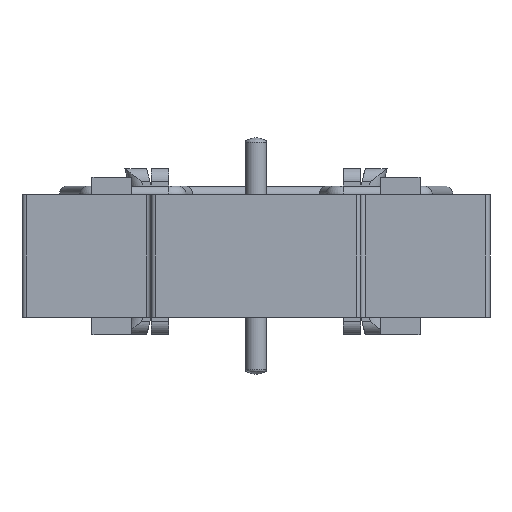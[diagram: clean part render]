
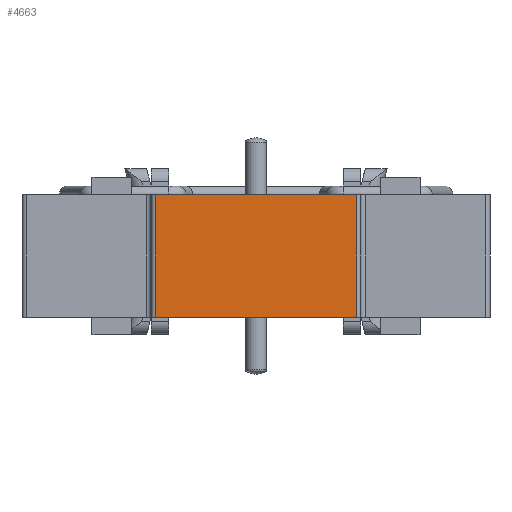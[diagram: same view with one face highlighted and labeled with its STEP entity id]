
A CAD part, front view. The second image highlights one B-rep face of the part: STEP entity #4663.
In plain terms, the highlighted planar face has unit normal (0, -1, 0).
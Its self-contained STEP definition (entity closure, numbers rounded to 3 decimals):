
#237 = DIRECTION ( 'NONE',  ( 0., 0., 1. ) ) ;
#481 = LINE ( 'NONE', #1092, #2472 ) ;
#595 = ORIENTED_EDGE ( 'NONE', *, *, #1659, .F. ) ;
#625 = ORIENTED_EDGE ( 'NONE', *, *, #2683, .T. ) ;
#626 = DIRECTION ( 'NONE',  ( 0., 1., 0. ) ) ;
#708 = EDGE_CURVE ( 'NONE', #4716, #2034, #3032, .T. ) ;
#794 = VECTOR ( 'NONE', #4404, 1000. ) ;
#1038 = VERTEX_POINT ( 'NONE', #5256 ) ;
#1070 = CARTESIAN_POINT ( 'NONE',  ( -11.5, -21.75, 0. ) ) ;
#1073 = VECTOR ( 'NONE', #4673, 1000. ) ;
#1092 = CARTESIAN_POINT ( 'NONE',  ( 11.5, -21.75, 14. ) ) ;
#1282 = CARTESIAN_POINT ( 'NONE',  ( -11.5, -21.75, 14. ) ) ;
#1659 = EDGE_CURVE ( 'NONE', #1038, #2815, #5444, .T. ) ;
#1832 = ORIENTED_EDGE ( 'NONE', *, *, #4252, .T. ) ;
#1873 = CARTESIAN_POINT ( 'NONE',  ( -12., -21.75, 0. ) ) ;
#2034 = VERTEX_POINT ( 'NONE', #3700 ) ;
#2235 = CARTESIAN_POINT ( 'NONE',  ( 11.5, -21.75, 14. ) ) ;
#2367 = DIRECTION ( 'NONE',  ( 1., 0., 0. ) ) ;
#2429 = ORIENTED_EDGE ( 'NONE', *, *, #708, .T. ) ;
#2472 = VECTOR ( 'NONE', #237, 1000. ) ;
#2683 = EDGE_CURVE ( 'NONE', #2034, #2815, #481, .T. ) ;
#2815 = VERTEX_POINT ( 'NONE', #2235 ) ;
#3032 = LINE ( 'NONE', #1873, #794 ) ;
#3159 = CARTESIAN_POINT ( 'NONE',  ( -12., -21.75, 14. ) ) ;
#3180 = FACE_OUTER_BOUND ( 'NONE', #4315, .T. ) ;
#3562 = DIRECTION ( 'NONE',  ( -1., 0., 0. ) ) ;
#3700 = CARTESIAN_POINT ( 'NONE',  ( 11.5, -21.75, 0. ) ) ;
#4086 = AXIS2_PLACEMENT_3D ( 'NONE', #3159, #626, #3562 ) ;
#4139 = VECTOR ( 'NONE', #2367, 1000. ) ;
#4252 = EDGE_CURVE ( 'NONE', #1038, #4716, #4437, .T. ) ;
#4315 = EDGE_LOOP ( 'NONE', ( #2429, #625, #595, #1832 ) ) ;
#4404 = DIRECTION ( 'NONE',  ( 1., 0., 0. ) ) ;
#4437 = LINE ( 'NONE', #1282, #1073 ) ;
#4663 = ADVANCED_FACE ( 'NONE', ( #3180 ), #5285, .F. ) ;
#4673 = DIRECTION ( 'NONE',  ( 0., 0., -1. ) ) ;
#4716 = VERTEX_POINT ( 'NONE', #1070 ) ;
#5256 = CARTESIAN_POINT ( 'NONE',  ( -11.5, -21.75, 14. ) ) ;
#5285 = PLANE ( 'NONE',  #4086 ) ;
#5333 = CARTESIAN_POINT ( 'NONE',  ( -12., -21.75, 14. ) ) ;
#5444 = LINE ( 'NONE', #5333, #4139 ) ;
